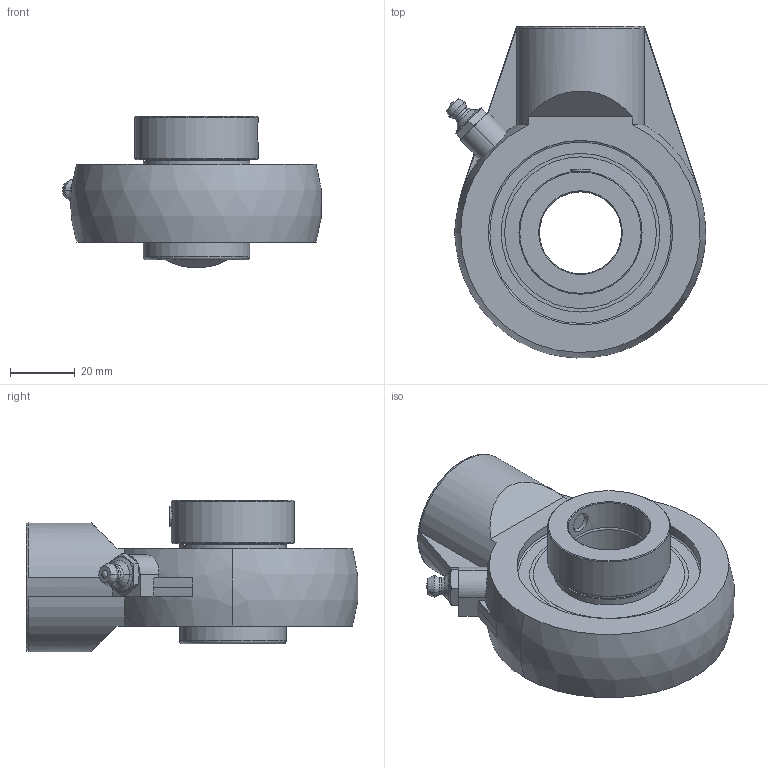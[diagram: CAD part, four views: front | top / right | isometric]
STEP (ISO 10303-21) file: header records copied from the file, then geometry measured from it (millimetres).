
FILE_DESCRIPTION(('HOOPS Exchange Step'),'2;1');
FILE_NAME('export-A417B3D1-C846-4EB8-B439-737B81770772.stp','2019-12-13T13:07:49-08:00',('ibuslach'),('Alibre'),'HOOPS Exchange 2019.2','Alibre','Unknown authorisation');
FILE_SCHEMA( ('AP242_MANAGED_MODEL_BASED_3D_ENGINEERING_MIM_LF {1 0 10303 442 1 1 4 }') );
Length unit declared in the file: centimetre
Products named in the file (8): MRN SHA 205; ZERK 6mm; SHC 205-16 RACE; SHC 205-16 COLLAR; SHC 205-16 SHIELD; SHC 204 SS; MRN SHC 205-16; MRN SHCHA 205-16
Assembly tree (7 placements, depth 3):
  MRN SHCHA 205-16
    MRN SHA 205
    ZERK 6mm
    MRN SHC 205-16
      SHC 205-16 RACE
      SHC 205-16 COLLAR
      SHC 205-16 SHIELD
      SHC 204 SS
Bounding box: 80.22 x 102.77 x 46.96 mm (x, y, z)
Volume: 114024.4 mm3; surface area: 43901.5 mm2
Topology: 8 solids, 8 shells, 167 faces, 440 edges, 292 vertices
Faces by surface type: plane 63, cylinder 45, cone 36, torus 12, sphere 7, bspline 4
Full cylindrical faces by diameter (mm): 1.507 x2, 6 x2, 6.35 x3, 19.05 x1, 25.4 x2, 30.683 x2, 33.02 x4, 34.036 x2, 38.1 x1, 45.212 x2, 46.99 x4, 57.143 x2
Entity records: 7912 total; most frequent: CARTESIAN_POINT 3502, DIRECTION 953, ORIENTED_EDGE 872, EDGE_CURVE 436, AXIS2_PLACEMENT_3D 412, VERTEX_POINT 292, CIRCLE 214, EDGE_LOOP 194
